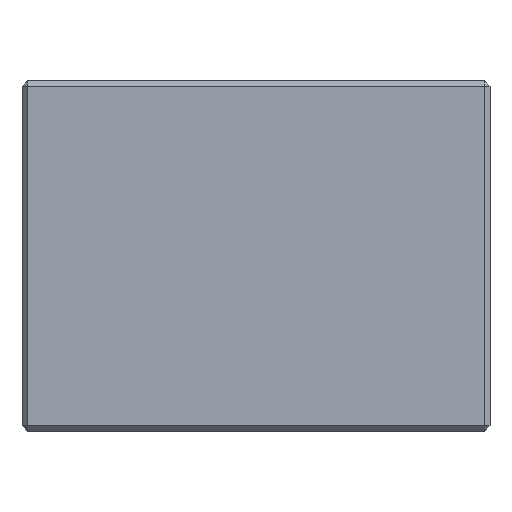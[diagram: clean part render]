
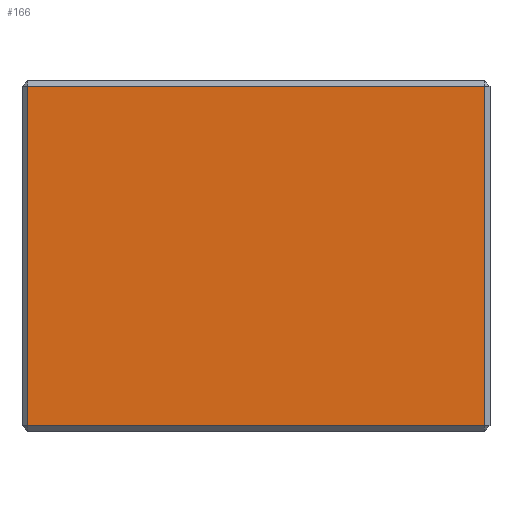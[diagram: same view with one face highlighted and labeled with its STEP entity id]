
A CAD part, front view. The second image highlights one B-rep face of the part: STEP entity #166.
In plain terms, the highlighted planar face has unit normal (0, -1, 0).
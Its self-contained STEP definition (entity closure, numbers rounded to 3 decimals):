
#138=FACE_OUTER_BOUND('',#450,.T.);
#166=ADVANCED_FACE('',(#138),#228,.F.);
#228=PLANE('',#927);
#264=LINE('',#1310,#315);
#265=LINE('',#1313,#316);
#266=LINE('',#1315,#317);
#267=LINE('',#1317,#318);
#315=VECTOR('',#1050,1.);
#316=VECTOR('',#1051,1.);
#317=VECTOR('',#1052,1.);
#318=VECTOR('',#1053,1.);
#450=EDGE_LOOP('',(#554,#555,#556,#557));
#554=ORIENTED_EDGE('',*,*,#806,.T.);
#555=ORIENTED_EDGE('',*,*,#807,.T.);
#556=ORIENTED_EDGE('',*,*,#808,.T.);
#557=ORIENTED_EDGE('',*,*,#809,.T.);
#734=VERTEX_POINT('',#1311);
#735=VERTEX_POINT('',#1312);
#736=VERTEX_POINT('',#1314);
#737=VERTEX_POINT('',#1316);
#806=EDGE_CURVE('',#734,#735,#264,.T.);
#807=EDGE_CURVE('',#735,#736,#265,.T.);
#808=EDGE_CURVE('',#736,#737,#266,.T.);
#809=EDGE_CURVE('',#737,#734,#267,.T.);
#927=AXIS2_PLACEMENT_3D('',#1318,#1054,#1055);
#1050=DIRECTION('',(0.,0.,-1.));
#1051=DIRECTION('',(1.,0.,0.));
#1052=DIRECTION('',(0.,0.,1.));
#1053=DIRECTION('',(-1.,0.,0.));
#1054=DIRECTION('',(0.,1.,0.));
#1055=DIRECTION('',(0.,0.,1.));
#1310=CARTESIAN_POINT('',(2.,-60.,60.));
#1311=CARTESIAN_POINT('',(2.,-60.,58.));
#1312=CARTESIAN_POINT('',(2.,-60.,-58.));
#1313=CARTESIAN_POINT('',(160.,-60.,-58.));
#1314=CARTESIAN_POINT('',(158.,-60.,-58.));
#1315=CARTESIAN_POINT('',(158.,-60.,60.));
#1316=CARTESIAN_POINT('',(158.,-60.,58.));
#1317=CARTESIAN_POINT('',(160.,-60.,58.));
#1318=CARTESIAN_POINT('',(160.,-60.,60.));
